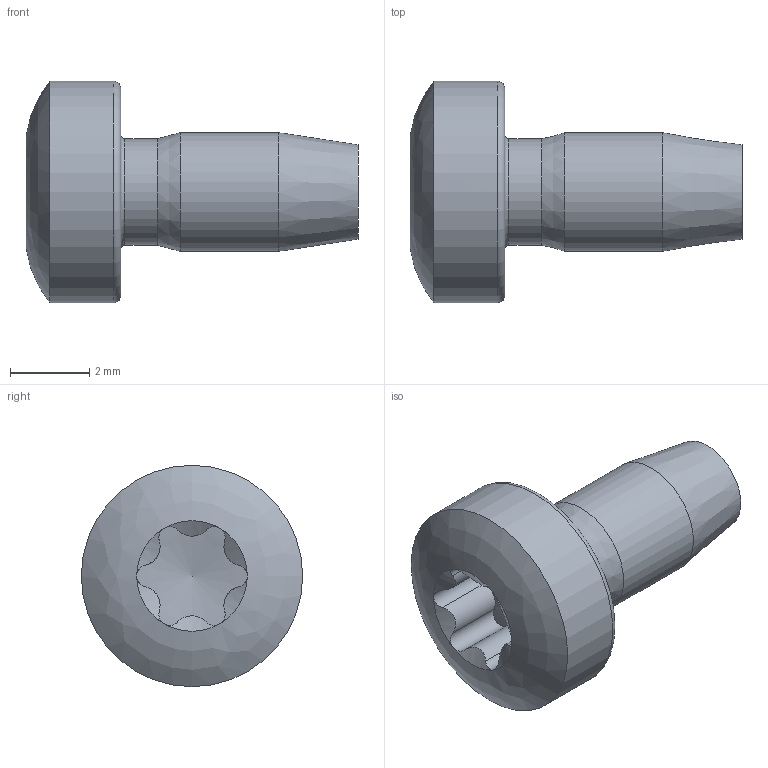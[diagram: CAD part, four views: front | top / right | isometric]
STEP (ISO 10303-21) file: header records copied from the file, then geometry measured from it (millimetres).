
FILE_DESCRIPTION( ( 'STEP AP214' ), '1' );
FILE_NAME( 'WUERTH 022071306 flat head screw M3x6 Blank.stp', '2020-06-21T17:21:33', ( 'License CC BY-ND 4.0' ), ( 'CADENAS' ), ' ', 'PARTsolutions', ' ' );
FILE_SCHEMA( ( 'AUTOMOTIVE_DESIGN { 1 0 10303 214 1 1 1 1 }' ) );
Length unit declared in the file: millimetre
Products named in the file (1): HI_WUERTH 022071306 flat head screw M3x6 Blank
Bounding box: 8.4 x 5.6 x 5.6 mm (x, y, z)
Volume: 84.7 mm3; surface area: 148 mm2
Topology: 1 solids, 1 shells, 29 faces, 69 edges, 42 vertices
Faces by surface type: cylinder 15, cone 9, torus 2, plane 2, bspline 1
Full cylindrical faces by diameter (mm): 2.693 x1, 3 x1, 5.6 x1
Entity records: 1163 total; most frequent: CARTESIAN_POINT 352, ORIENTED_EDGE 114, DIRECTION 100, EDGE_CURVE 57, AXIS2_PLACEMENT_3D 44, VERTEX_POINT 40, EDGE_LOOP 38, FACE_OUTER_BOUND 35
